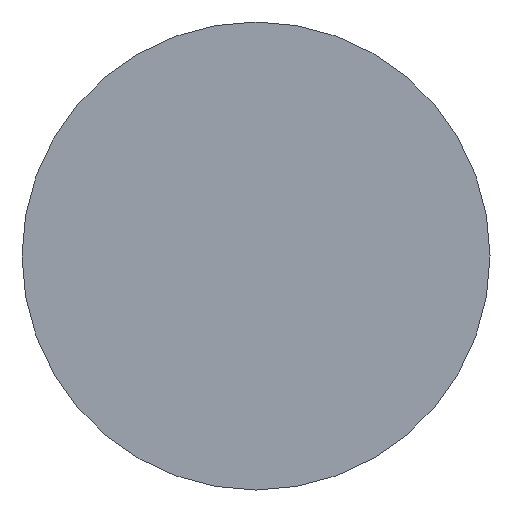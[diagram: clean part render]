
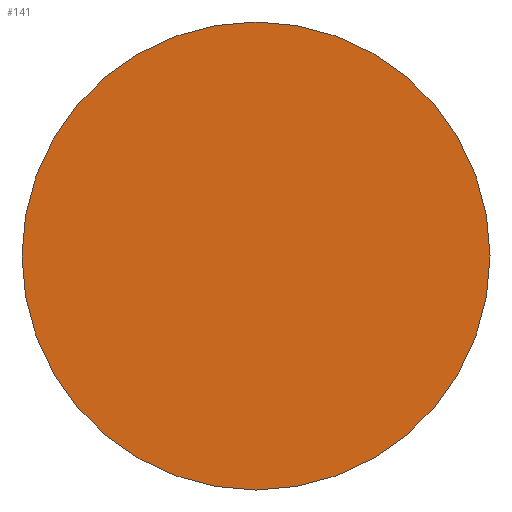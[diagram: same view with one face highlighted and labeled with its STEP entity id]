
A CAD part, front view. The second image highlights one B-rep face of the part: STEP entity #141.
In plain terms, the highlighted planar face has unit normal (0, -1, 0).
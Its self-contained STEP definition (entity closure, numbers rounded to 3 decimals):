
#24=PLANE('',#185);
#35=FACE_OUTER_BOUND('',#50,.T.);
#50=EDGE_LOOP('',(#125));
#70=CIRCLE('',#184,65.);
#80=VERTEX_POINT('',#268);
#94=EDGE_CURVE('',#80,#80,#70,.T.);
#125=ORIENTED_EDGE('',*,*,#94,.T.);
#141=ADVANCED_FACE('',(#35),#24,.F.);
#184=AXIS2_PLACEMENT_3D('',#269,#230,#231);
#185=AXIS2_PLACEMENT_3D('',#271,#233,#234);
#230=DIRECTION('center_axis',(0.,-1.,0.));
#231=DIRECTION('ref_axis',(-1.,0.,0.));
#233=DIRECTION('center_axis',(0.,1.,0.));
#234=DIRECTION('ref_axis',(0.,0.,1.));
#268=CARTESIAN_POINT('',(65.,-5.,0.));
#269=CARTESIAN_POINT('Origin',(0.,-5.,0.));
#271=CARTESIAN_POINT('Origin',(0.,-5.,0.));
